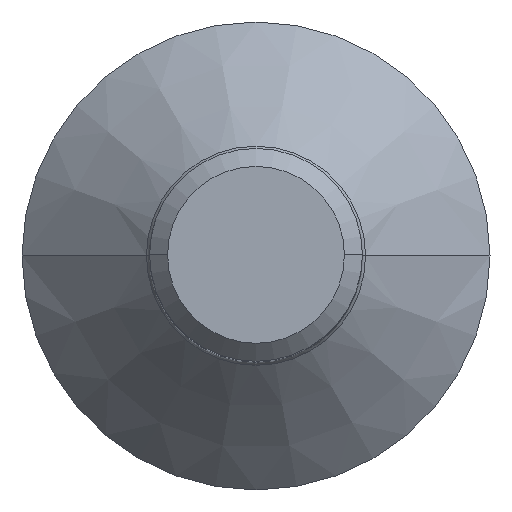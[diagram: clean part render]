
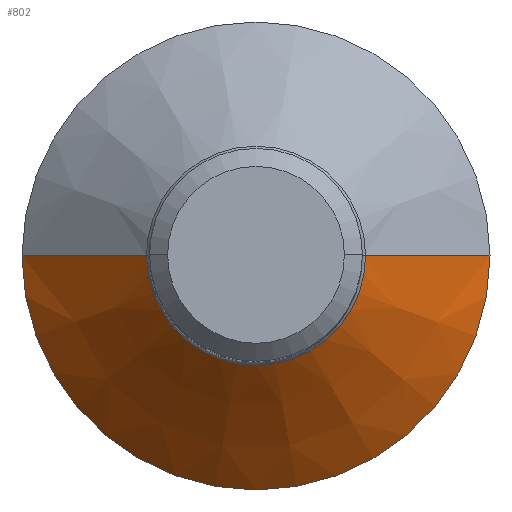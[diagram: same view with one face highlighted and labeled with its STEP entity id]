
A CAD part, top view. The second image highlights one B-rep face of the part: STEP entity #802.
In plain terms, the highlighted conical face has half-angle 45 degrees and reference radius 8.794 mm.
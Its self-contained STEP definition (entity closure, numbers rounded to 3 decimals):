
#8 = CONICAL_SURFACE ( 'NONE', #530, 8.794, 0.785 ) ;
#65 = VERTEX_POINT ( 'NONE', #721 ) ;
#92 = DIRECTION ( 'NONE',  ( 1., 0., 0. ) ) ;
#158 = EDGE_CURVE ( 'NONE', #217, #607, #841, .T. ) ;
#184 = ORIENTED_EDGE ( 'NONE', *, *, #340, .T. ) ;
#201 = DIRECTION ( 'NONE',  ( -1., 0., 0. ) ) ;
#207 = CARTESIAN_POINT ( 'NONE',  ( 0., 0., 0. ) ) ;
#217 = VERTEX_POINT ( 'NONE', #270 ) ;
#244 = EDGE_CURVE ( 'NONE', #217, #65, #861, .T. ) ;
#245 = CARTESIAN_POINT ( 'NONE',  ( 8.794, 0., 0. ) ) ;
#251 = CARTESIAN_POINT ( 'NONE',  ( -8.794, 0., 0. ) ) ;
#270 = CARTESIAN_POINT ( 'NONE',  ( 4.117, 0., 4.677 ) ) ;
#312 = DIRECTION ( 'NONE',  ( -0.707, 0., -0.707 ) ) ;
#327 = AXIS2_PLACEMENT_3D ( 'NONE', #445, #636, #92 ) ;
#340 = EDGE_CURVE ( 'NONE', #664, #607, #709, .T. ) ;
#393 = ORIENTED_EDGE ( 'NONE', *, *, #244, .T. ) ;
#423 = DIRECTION ( 'NONE',  ( 0., 0., -1. ) ) ;
#445 = CARTESIAN_POINT ( 'NONE',  ( 0., 0., 4.677 ) ) ;
#447 = FACE_OUTER_BOUND ( 'NONE', #811, .T. ) ;
#465 = EDGE_CURVE ( 'NONE', #65, #664, #774, .T. ) ;
#476 = CARTESIAN_POINT ( 'NONE',  ( 8.794, 0., 0. ) ) ;
#494 = DIRECTION ( 'NONE',  ( 0.707, 0., -0.707 ) ) ;
#498 = AXIS2_PLACEMENT_3D ( 'NONE', #693, #689, #764 ) ;
#521 = ORIENTED_EDGE ( 'NONE', *, *, #465, .T. ) ;
#530 = AXIS2_PLACEMENT_3D ( 'NONE', #207, #423, #201 ) ;
#603 = VECTOR ( 'NONE', #312, 1000. ) ;
#607 = VERTEX_POINT ( 'NONE', #245 ) ;
#636 = DIRECTION ( 'NONE',  ( 0., 0., -1. ) ) ;
#640 = CARTESIAN_POINT ( 'NONE',  ( -8.794, 0., 0. ) ) ;
#664 = VERTEX_POINT ( 'NONE', #251 ) ;
#667 = VECTOR ( 'NONE', #494, 1000. ) ;
#689 = DIRECTION ( 'NONE',  ( 0., 0., 1. ) ) ;
#693 = CARTESIAN_POINT ( 'NONE',  ( 0., 0., 0. ) ) ;
#701 = ORIENTED_EDGE ( 'NONE', *, *, #158, .F. ) ;
#709 = CIRCLE ( 'NONE', #498, 8.794 ) ;
#721 = CARTESIAN_POINT ( 'NONE',  ( -4.117, 0., 4.677 ) ) ;
#764 = DIRECTION ( 'NONE',  ( -1., 0., 0. ) ) ;
#774 = LINE ( 'NONE', #640, #603 ) ;
#802 = ADVANCED_FACE ( 'NONE', ( #447 ), #8, .T. ) ;
#811 = EDGE_LOOP ( 'NONE', ( #701, #393, #521, #184 ) ) ;
#841 = LINE ( 'NONE', #476, #667 ) ;
#861 = CIRCLE ( 'NONE', #327, 4.117 ) ;
